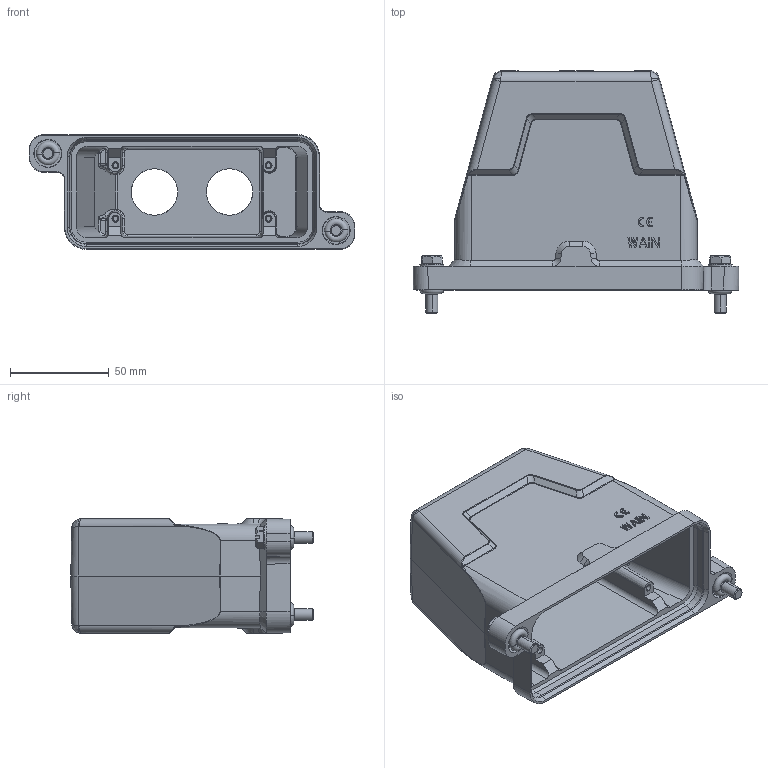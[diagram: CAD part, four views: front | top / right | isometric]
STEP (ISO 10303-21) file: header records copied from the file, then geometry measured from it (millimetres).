
FILE_DESCRIPTION(/* description */ (''),/* implementation_level */ '2;1');
FILE_NAME(/* name */ '3D_1136164205031_HP16B_H-TEH-2S-2PG21_V1.1.STP',/* time_stamp */ '2024-01-30T18:44:48+08:00',/* author */ (''),/* organization */ (''),/* preprocessor_version */ 'ST-DEVELOPER v18.1',/* originating_system */ 'SIEMENS PLM Software NX 1980',/* authorisation */ '');
FILE_SCHEMA (('AP203_CONFIGURATION_CONTROLLED_3D_DESIGN_OF_MECHANICAL_PARTS_AND_ASSEMBLIES_MIM_LF { 1 0 10303 403 2 1 2}'));
Length unit declared in the file: millimetre
Products named in the file (1): temp1
Bounding box: 165 x 122.7 x 58 mm (x, y, z)
Volume: 223243.4 mm3; surface area: 83181.1 mm2
Topology: 3 solids, 3 shells, 528 faces, 1350 edges, 858 vertices
Faces by surface type: plane 233, cylinder 130, cone 74, torus 45, bspline 39, sphere 6, revolution 1
Full cylindrical faces by diameter (mm): 23.5 x2
Entity records: 20679 total; most frequent: CARTESIAN_POINT 9072, ORIENTED_EDGE 2692, DIRECTION 1897, EDGE_CURVE 1346, VERTEX_POINT 856, LINE 632, VECTOR 632, AXIS2_PLACEMENT_3D 632
